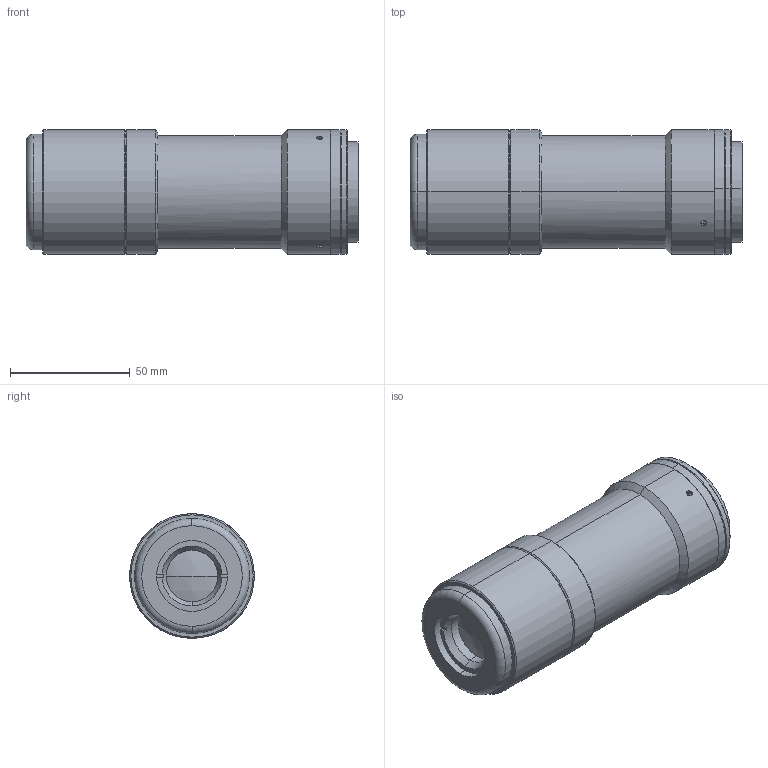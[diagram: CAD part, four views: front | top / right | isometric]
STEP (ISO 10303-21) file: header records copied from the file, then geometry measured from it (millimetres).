
FILE_DESCRIPTION (( 'STEP AP203' ), '1' );
FILE_NAME ('DP30616-B_MC4K050X-J.step', '2022-01-25T08:55:38', ( '' ), ( '' ), 'SwSTEP 2.0', 'SolidWorks 2021', '' );
FILE_SCHEMA (( 'CONFIG_CONTROL_DESIGN' ));
Length unit declared in the file: millimetre
Products named in the file (1): DP30616-B_MC4K050X-J
Bounding box: 138.41 x 52 x 52 mm (x, y, z)
Surface area: 35924.7 mm2 (no closed solid volume)
Topology: 0 solids, 15 shells, 90 faces, 260 edges, 181 vertices
Faces by surface type: cylinder 37, plane 31, cone 18, sphere 2, torus 2
Entity records: 3458 total; most frequent: CARTESIAN_POINT 999, DIRECTION 533, ORIENTED_EDGE 408, EDGE_CURVE 260, AXIS2_PLACEMENT_3D 205, VERTEX_POINT 181, LINE 123, VECTOR 123
